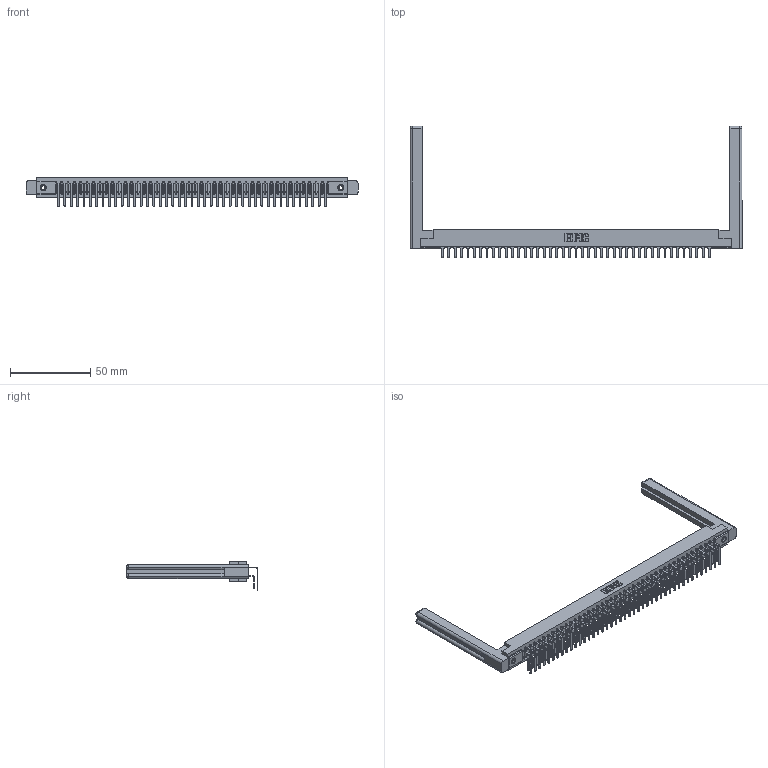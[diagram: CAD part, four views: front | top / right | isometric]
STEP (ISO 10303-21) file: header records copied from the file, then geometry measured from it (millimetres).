
FILE_DESCRIPTION (( 'STEP AP203' ), '1' );
FILE_NAME ('357-043-459-158.STEP', '2020-10-03T12:55:14', ( '' ), ( '' ), 'SwSTEP 2.0', 'SolidWorks 2020', '' );
FILE_SCHEMA (( 'CONFIG_CONTROL_DESIGN' ));
Length unit declared in the file: inch
Products named in the file (6): 307 Part_.156 Dia Mounting Holes; 307-220-058; 357-043-459-158; 307-290-001_558 559 - 1 (Single); 307-290-001_559 - 2 (Single); 345-250-001_345-250-001-102
Assembly tree (91 placements, depth 2):
  357-043-459-158
    307 Part_.156 Dia Mounting Holes
    307-290-001_558 559 - 1 (Single)  x43
    307-290-001_559 - 2 (Single)  x43
    307-220-058  x2
    345-250-001_345-250-001-102  x2
Bounding box: 207.01 x 82 x 18.07 mm (x, y, z)
Volume: 29530.8 mm3; surface area: 34544.2 mm2
Topology: 91 solids, 91 shells, 4604 faces, 12889 edges, 8346 vertices
Faces by surface type: plane 2992, cylinder 1500, sphere 88, torus 12, cone 12
Entity records: 42196 total; most frequent: CARTESIAN_POINT 6924, ORIENTED_EDGE 6804, DIRECTION 6738, EDGE_CURVE 3402, LINE 2606, VECTOR 2606, VERTEX_POINT 2198, AXIS2_PLACEMENT_3D 2066
